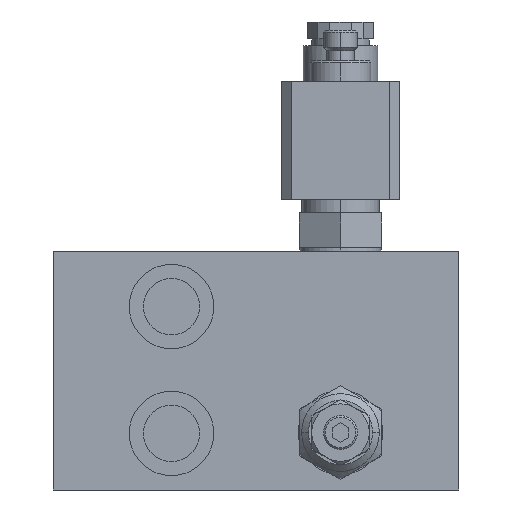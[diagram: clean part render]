
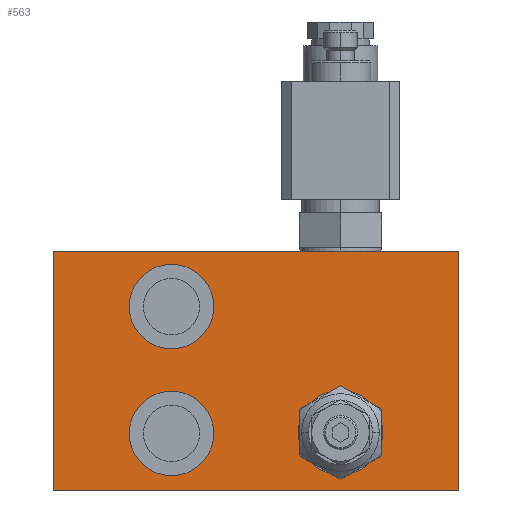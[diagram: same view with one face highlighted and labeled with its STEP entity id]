
A CAD part, front view. The second image highlights one B-rep face of the part: STEP entity #563.
In plain terms, the highlighted planar face has unit normal (0, -1, 0).
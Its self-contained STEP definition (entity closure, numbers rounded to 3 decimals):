
#563=ADVANCED_FACE('',(#1379,#1380,#1381,#1382),#1383,.F.);
#1379=FACE_BOUND('',#2499,.T.);
#1380=FACE_BOUND('',#2500,.T.);
#1381=FACE_BOUND('',#2501,.T.);
#1382=FACE_OUTER_BOUND('',#2502,.T.);
#1383=PLANE('',#2503);
#2499=EDGE_LOOP('',(#3979,#3980));
#2500=EDGE_LOOP('',(#3981,#3982));
#2501=EDGE_LOOP('',(#3983,#3984));
#2502=EDGE_LOOP('',(#3985,#3986,#3987,#3988));
#2503=AXIS2_PLACEMENT_3D('',#3989,#3990,#3991);
#3979=ORIENTED_EDGE('',*,*,#6645,.T.);
#3980=ORIENTED_EDGE('',*,*,#6646,.T.);
#3981=ORIENTED_EDGE('',*,*,#6647,.T.);
#3982=ORIENTED_EDGE('',*,*,#6427,.T.);
#3983=ORIENTED_EDGE('',*,*,#6648,.T.);
#3984=ORIENTED_EDGE('',*,*,#6649,.T.);
#3985=ORIENTED_EDGE('',*,*,#6419,.T.);
#3986=ORIENTED_EDGE('',*,*,#6592,.F.);
#3987=ORIENTED_EDGE('',*,*,#6555,.F.);
#3988=ORIENTED_EDGE('',*,*,#6650,.F.);
#3989=CARTESIAN_POINT('',(415.5,0.0,80.25));
#3990=DIRECTION('',(0.0,1.0,0.0));
#3991=DIRECTION('',(0.0,0.0,1.0));
#6419=EDGE_CURVE('',#7665,#7663,#7666,.T.);
#6427=EDGE_CURVE('',#7678,#7675,#7679,.T.);
#6555=EDGE_CURVE('',#7895,#7896,#7897,.T.);
#6592=EDGE_CURVE('',#7896,#7663,#7958,.T.);
#6645=EDGE_CURVE('',#8045,#8046,#8047,.T.);
#6646=EDGE_CURVE('',#8046,#8045,#8048,.T.);
#6647=EDGE_CURVE('',#7675,#7678,#8049,.T.);
#6648=EDGE_CURVE('',#8050,#8051,#8052,.T.);
#6649=EDGE_CURVE('',#8051,#8050,#8053,.T.);
#6650=EDGE_CURVE('',#7665,#7895,#8054,.T.);
#7663=VERTEX_POINT('',#9514);
#7665=VERTEX_POINT('',#9517);
#7666=LINE('',#9518,#9519);
#7675=VERTEX_POINT('',#9531);
#7678=VERTEX_POINT('',#9535);
#7679=CIRCLE('',#9536,12.5);
#7895=VERTEX_POINT('',#9851);
#7896=VERTEX_POINT('',#9852);
#7897=LINE('',#9853,#9854);
#7958=LINE('',#9930,#9931);
#8045=VERTEX_POINT('',#10047);
#8046=VERTEX_POINT('',#10048);
#8047=CIRCLE('',#10049,12.5);
#8048=CIRCLE('',#10050,12.5);
#8049=CIRCLE('',#10051,12.5);
#8050=VERTEX_POINT('',#10052);
#8051=VERTEX_POINT('',#10053);
#8052=CIRCLE('',#10054,12.5);
#8053=CIRCLE('',#10055,12.5);
#8054=LINE('',#10056,#10057);
#9514=CARTESIAN_POINT('',(355.5,0.0,45.0));
#9517=CARTESIAN_POINT('',(355.5,0.0,115.5));
#9518=CARTESIAN_POINT('',(355.5,0.0,80.25));
#9519=VECTOR('',#11843,1.0);
#9531=CARTESIAN_POINT('',(403.0,0.,99.25));
#9535=CARTESIAN_POINT('',(378.0,0.,99.25));
#9536=AXIS2_PLACEMENT_3D('',#11851,#11852,#11853);
#9851=CARTESIAN_POINT('',(475.5,0.0,115.5));
#9852=CARTESIAN_POINT('',(475.5,0.0,45.0));
#9853=CARTESIAN_POINT('',(475.5,0.0,80.25));
#9854=VECTOR('',#12064,1.0);
#9930=CARTESIAN_POINT('',(415.5,0.0,45.0));
#9931=VECTOR('',#12122,1.0);
#10047=CARTESIAN_POINT('',(453.0,0.,62.0));
#10048=CARTESIAN_POINT('',(428.0,0.,62.0));
#10049=AXIS2_PLACEMENT_3D('',#12188,#12189,#12190);
#10050=AXIS2_PLACEMENT_3D('',#12191,#12192,#12193);
#10051=AXIS2_PLACEMENT_3D('',#12194,#12195,#12196);
#10052=CARTESIAN_POINT('',(403.0,0.0,61.75));
#10053=CARTESIAN_POINT('',(378.0,0.0,61.75));
#10054=AXIS2_PLACEMENT_3D('',#12197,#12198,#12199);
#10055=AXIS2_PLACEMENT_3D('',#12200,#12201,#12202);
#10056=CARTESIAN_POINT('',(415.5,0.0,115.5));
#10057=VECTOR('',#12203,1.0);
#11843=DIRECTION('',(0.0,0.0,-1.0));
#11851=CARTESIAN_POINT('',(390.5,0.0,99.25));
#11852=DIRECTION('',(0.,1.0,0.0));
#11853=DIRECTION('',(1.0,0.,0.0));
#12064=DIRECTION('',(0.0,0.0,-1.0));
#12122=DIRECTION('',(-1.0,0.0,0.0));
#12188=CARTESIAN_POINT('',(440.5,0.0,62.0));
#12189=DIRECTION('',(0.,1.0,0.0));
#12190=DIRECTION('',(1.0,0.,0.0));
#12191=CARTESIAN_POINT('',(440.5,0.0,62.0));
#12192=DIRECTION('',(0.,1.0,0.0));
#12193=DIRECTION('',(1.0,0.,0.0));
#12194=CARTESIAN_POINT('',(390.5,0.0,99.25));
#12195=DIRECTION('',(0.,1.0,0.0));
#12196=DIRECTION('',(1.0,0.,0.0));
#12197=CARTESIAN_POINT('',(390.5,0.0,61.75));
#12198=DIRECTION('',(0.0,1.0,0.0));
#12199=DIRECTION('',(1.0,0.0,0.0));
#12200=CARTESIAN_POINT('',(390.5,0.0,61.75));
#12201=DIRECTION('',(0.0,1.0,0.0));
#12202=DIRECTION('',(1.0,0.0,0.0));
#12203=DIRECTION('',(1.0,0.0,0.0));
